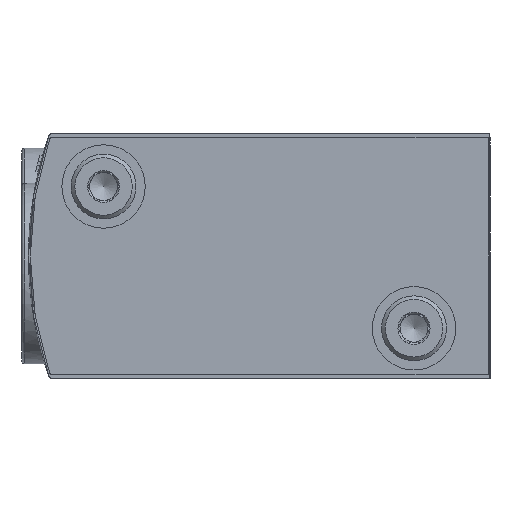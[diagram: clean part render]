
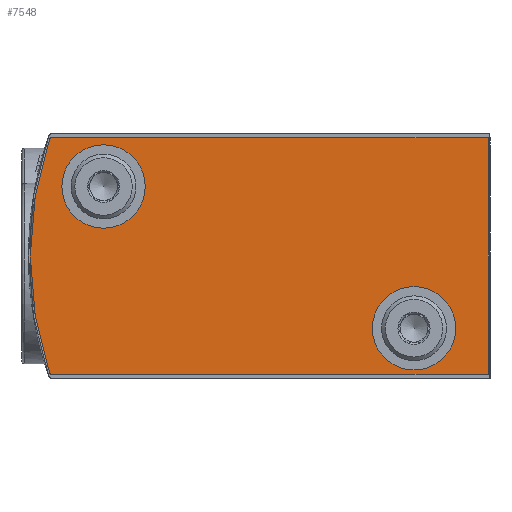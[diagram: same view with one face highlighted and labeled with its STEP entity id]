
A CAD part, left-side view. The second image highlights one B-rep face of the part: STEP entity #7548.
In plain terms, the highlighted planar face has unit normal (-1, 0, 0).
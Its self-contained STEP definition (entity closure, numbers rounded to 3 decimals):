
#847=LINE('',#12629,#1503);
#850=LINE('',#12635,#1506);
#853=LINE('',#12641,#1509);
#1503=VECTOR('',#10239,1000.);
#1506=VECTOR('',#10244,1000.);
#1509=VECTOR('',#10249,1000.);
#3231=ORIENTED_EDGE('',*,*,#4503,.T.);
#3232=ORIENTED_EDGE('',*,*,#4504,.T.);
#3233=ORIENTED_EDGE('',*,*,#4487,.F.);
#3234=ORIENTED_EDGE('',*,*,#4482,.F.);
#3235=ORIENTED_EDGE('',*,*,#4499,.F.);
#3236=ORIENTED_EDGE('',*,*,#4496,.F.);
#3237=ORIENTED_EDGE('',*,*,#4493,.F.);
#3238=ORIENTED_EDGE('',*,*,#4490,.F.);
#4482=EDGE_CURVE('',#5283,#5284,#5682,.T.);
#4487=EDGE_CURVE('',#5284,#5288,#5684,.T.);
#4490=EDGE_CURVE('',#5288,#5290,#847,.T.);
#4493=EDGE_CURVE('',#5290,#5292,#850,.T.);
#4496=EDGE_CURVE('',#5292,#5294,#853,.T.);
#4499=EDGE_CURVE('',#5294,#5283,#5686,.T.);
#4503=EDGE_CURVE('',#5298,#5298,#5690,.T.);
#4504=EDGE_CURVE('',#5299,#5299,#5691,.T.);
#5283=VERTEX_POINT('',#12603);
#5284=VERTEX_POINT('',#12604);
#5288=VERTEX_POINT('',#12624);
#5290=VERTEX_POINT('',#12630);
#5292=VERTEX_POINT('',#12636);
#5294=VERTEX_POINT('',#12642);
#5298=VERTEX_POINT('',#12656);
#5299=VERTEX_POINT('',#12658);
#5682=CIRCLE('',#8285,39.5);
#5684=CIRCLE('',#8288,0.2);
#5686=CIRCLE('',#8294,0.2);
#5690=CIRCLE('',#8300,4.5);
#5691=CIRCLE('',#8301,4.5);
#6230=EDGE_LOOP('',(#3231));
#6231=EDGE_LOOP('',(#3232));
#6232=EDGE_LOOP('',(#3233,#3234,#3235,#3236,#3237,#3238));
#6812=FACE_BOUND('',#6230,.T.);
#6813=FACE_BOUND('',#6231,.T.);
#6814=FACE_BOUND('',#6232,.T.);
#7178=PLANE('',#8299);
#7548=ADVANCED_FACE('',(#6812,#6813,#6814),#7178,.F.);
#8285=AXIS2_PLACEMENT_3D('',#12602,#10224,#10225);
#8288=AXIS2_PLACEMENT_3D('',#12623,#10232,#10233);
#8294=AXIS2_PLACEMENT_3D('',#12647,#10254,#10255);
#8299=AXIS2_PLACEMENT_3D('',#12654,#10264,#10265);
#8300=AXIS2_PLACEMENT_3D('',#12655,#10266,#10267);
#8301=AXIS2_PLACEMENT_3D('',#12657,#10268,#10269);
#10224=DIRECTION('',(1.,0.,0.));
#10225=DIRECTION('',(0.,0.,-1.));
#10232=DIRECTION('',(1.,0.,0.));
#10233=DIRECTION('',(0.,0.,-1.));
#10239=DIRECTION('',(0.,-1.,0.));
#10244=DIRECTION('',(0.,0.,-1.));
#10249=DIRECTION('',(0.,1.,0.));
#10254=DIRECTION('',(1.,0.,0.));
#10255=DIRECTION('',(0.,0.,-1.));
#10264=DIRECTION('',(1.,0.,0.));
#10265=DIRECTION('',(0.,0.,-1.));
#10266=DIRECTION('',(1.,0.,0.));
#10267=DIRECTION('',(0.,0.,-1.));
#10268=DIRECTION('',(1.,0.,0.));
#10269=DIRECTION('',(0.,0.,-1.));
#12602=CARTESIAN_POINT('',(0.,10.1,0.));
#12603=CARTESIAN_POINT('',(0.,47.532,-12.614));
#12604=CARTESIAN_POINT('',(0.,47.532,12.614));
#12623=CARTESIAN_POINT('',(0.,47.342,12.55));
#12624=CARTESIAN_POINT('',(0.,47.342,12.75));
#12629=CARTESIAN_POINT('',(0.,47.342,12.75));
#12630=CARTESIAN_POINT('',(0.,0.2,12.75));
#12635=CARTESIAN_POINT('',(0.,0.2,12.75));
#12636=CARTESIAN_POINT('',(0.,0.2,-12.75));
#12641=CARTESIAN_POINT('',(0.,0.2,-12.75));
#12642=CARTESIAN_POINT('',(0.,47.342,-12.75));
#12647=CARTESIAN_POINT('',(0.,47.342,-12.55));
#12654=CARTESIAN_POINT('',(0.,47.342,12.55));
#12655=CARTESIAN_POINT('',(0.,41.7,7.5));
#12656=CARTESIAN_POINT('',(0.,41.7,3.));
#12657=CARTESIAN_POINT('',(0.,8.2,-7.8));
#12658=CARTESIAN_POINT('',(0.,8.2,-12.3));
